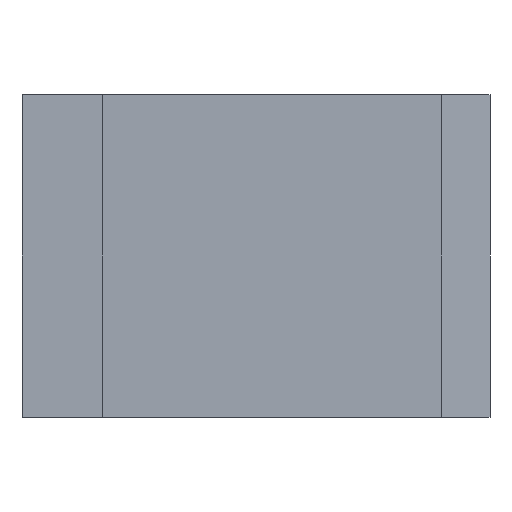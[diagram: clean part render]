
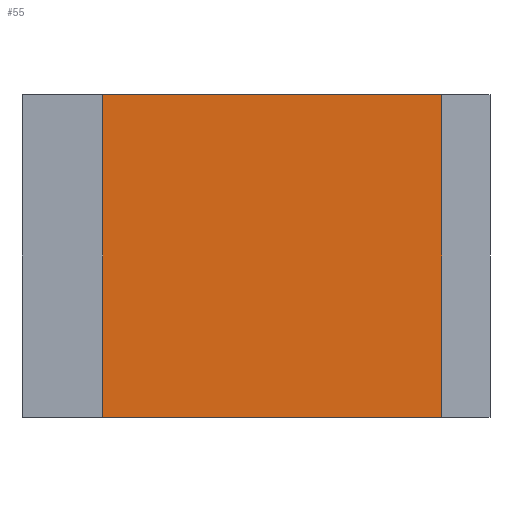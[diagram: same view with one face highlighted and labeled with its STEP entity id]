
A CAD part, left-side view. The second image highlights one B-rep face of the part: STEP entity #55.
In plain terms, the highlighted planar face has unit normal (-1, 0, 0).
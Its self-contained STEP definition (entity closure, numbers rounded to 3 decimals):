
#55 = ADVANCED_FACE( '', ( #115 ), #116, .F. );
#115 = FACE_OUTER_BOUND( '', #176, .T. );
#116 = PLANE( '', #177 );
#176 = EDGE_LOOP( '', ( #277, #278, #279, #280 ) );
#177 = AXIS2_PLACEMENT_3D( '', #281, #282, #283 );
#277 = ORIENTED_EDGE( '', *, *, #345, .T. );
#278 = ORIENTED_EDGE( '', *, *, #363, .F. );
#279 = ORIENTED_EDGE( '', *, *, #353, .F. );
#280 = ORIENTED_EDGE( '', *, *, #374, .T. );
#281 = CARTESIAN_POINT( '', ( -25., 48., 40. ) );
#282 = DIRECTION( '', ( 1., 0., 0. ) );
#283 = DIRECTION( '', ( 0., 0., -1. ) );
#345 = EDGE_CURVE( '', #407, #405, #408, .T. );
#353 = EDGE_CURVE( '', #420, #422, #423, .T. );
#363 = EDGE_CURVE( '', #422, #405, #438, .T. );
#374 = EDGE_CURVE( '', #420, #407, #449, .T. );
#405 = VERTEX_POINT( '', #488 );
#407 = VERTEX_POINT( '', #491 );
#408 = LINE( '', #492, #493 );
#420 = VERTEX_POINT( '', #509 );
#422 = VERTEX_POINT( '', #512 );
#423 = LINE( '', #513, #514 );
#438 = LINE( '', #536, #537 );
#449 = LINE( '', #554, #555 );
#488 = CARTESIAN_POINT( '', ( -25., 6., 0. ) );
#491 = CARTESIAN_POINT( '', ( -25., 48., 0. ) );
#492 = CARTESIAN_POINT( '', ( -25., 48., 0. ) );
#493 = VECTOR( '', #584, 1000. );
#509 = CARTESIAN_POINT( '', ( -25., 48., 40. ) );
#512 = CARTESIAN_POINT( '', ( -25., 6., 40. ) );
#513 = CARTESIAN_POINT( '', ( -25., 48., 40. ) );
#514 = VECTOR( '', #593, 1000. );
#536 = CARTESIAN_POINT( '', ( -25., 6., 40. ) );
#537 = VECTOR( '', #601, 1000. );
#554 = CARTESIAN_POINT( '', ( -25., 48., 40. ) );
#555 = VECTOR( '', #608, 1000. );
#584 = DIRECTION( '', ( 0., -1., 0. ) );
#593 = DIRECTION( '', ( 0., -1., 0. ) );
#601 = DIRECTION( '', ( 0., 0., -1. ) );
#608 = DIRECTION( '', ( 0., 0., -1. ) );
